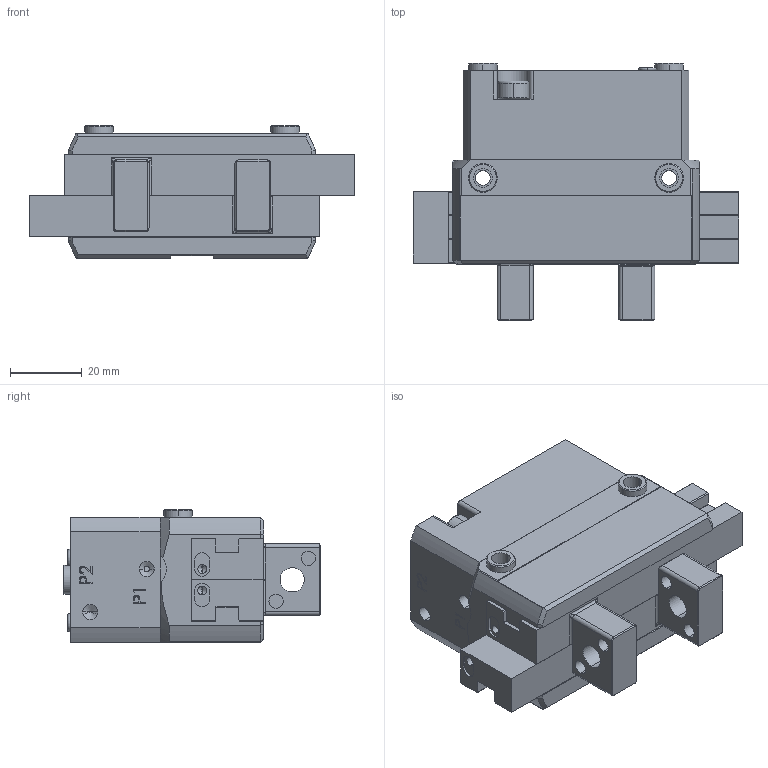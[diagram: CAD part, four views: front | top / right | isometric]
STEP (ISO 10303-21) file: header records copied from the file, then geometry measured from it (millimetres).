
FILE_DESCRIPTION (( 'STEP AP214' ), '1' );
FILE_NAME ('ASGMP-63_Step.STEP', '2019-03-26T10:43:13', ( '' ), ( '' ), 'SwSTEP 2.0', 'SolidWorks 2015', '' );
FILE_SCHEMA (( 'AUTOMOTIVE_DESIGN' ));
Length unit declared in the file: millimetre
Products named in the file (1): ASGMP-63_Step
Bounding box: 91 x 72 x 37.1 mm (x, y, z)
Volume: 129681.6 mm3; surface area: 36688.5 mm2
Topology: 3 solids, 5 shells, 734 faces, 1916 edges, 1224 vertices
Faces by surface type: plane 326, cylinder 212, bspline 105, cone 79, torus 12
Entity records: 35897 total; most frequent: CARTESIAN_POINT 10492, ORIENTED_EDGE 3764, DIRECTION 3257, EDGE_CURVE 1882, VERTEX_POINT 1224, VECTOR 1107, LINE 1107, AXIS2_PLACEMENT_3D 1075
